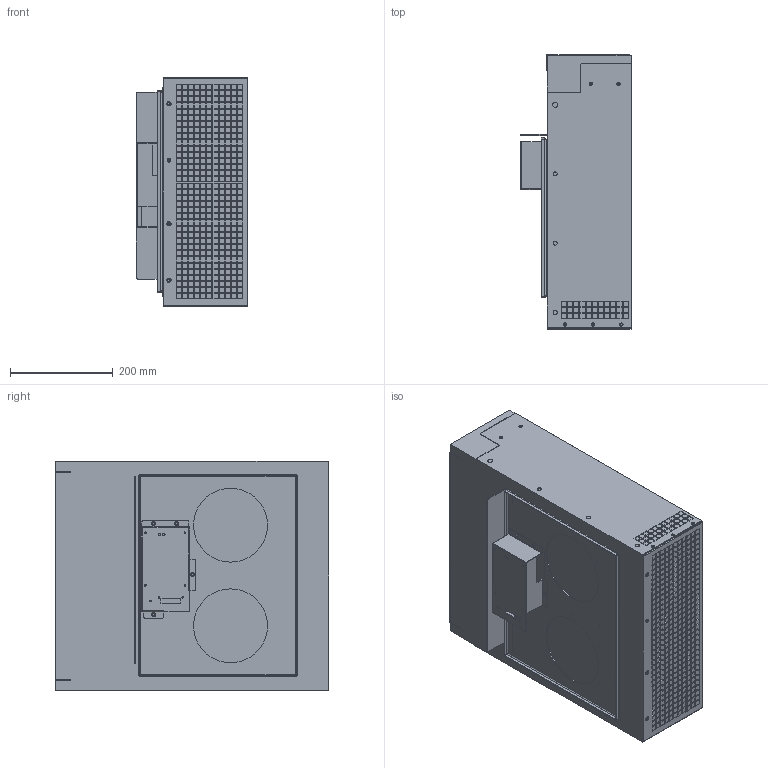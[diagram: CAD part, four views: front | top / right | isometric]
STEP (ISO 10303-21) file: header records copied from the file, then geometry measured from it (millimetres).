
FILE_DESCRIPTION((''),'2;1');
FILE_NAME('HEX110QA_ASM','2020-10-12T',('GAVIN.CHEN'),(''),'CREO PARAMETRIC BY PTC INC, 2015080','CREO PARAMETRIC BY PTC INC, 2015080','');
FILE_SCHEMA(('CONFIG_CONTROL_DESIGN'));
Products named in the file (5): CASE10_3D_SOLID_MOCK_20190326_2; CASE10_DVT_ASSY_ASM_11_ASM_1_AS_ASM; PRT0006_1_1_1_1_1_1; SMC_OTHERS_01_ASM_1_ASM_1_ASM_1_ASM; HEX110QA_ASM
Assembly tree (4 placements, depth 3):
  HEX110QA_ASM
    CASE10_DVT_ASSY_ASM_11_ASM_1_AS_ASM
      CASE10_3D_SOLID_MOCK_20190326_2
    SMC_OTHERS_01_ASM_1_ASM_1_ASM_1_ASM
      PRT0006_1_1_1_1_1_1
Bounding box: 217 x 533.35 x 447 mm (x, y, z)
Volume: 39436572.2 mm3; surface area: 1055204.4 mm2
Topology: 2 solids, 2 shells, 3173 faces, 7726 edges, 5156 vertices
Faces by surface type: plane 3009, cylinder 112, cone 44, bspline 8
Entity records: 91981 total; most frequent: CARTESIAN_POINT 16496, ORIENTED_EDGE 15452, DIRECTION 14415, EDGE_CURVE 7726, VECTOR 7327, LINE 7327, VERTEX_POINT 5156, EDGE_LOOP 3842
